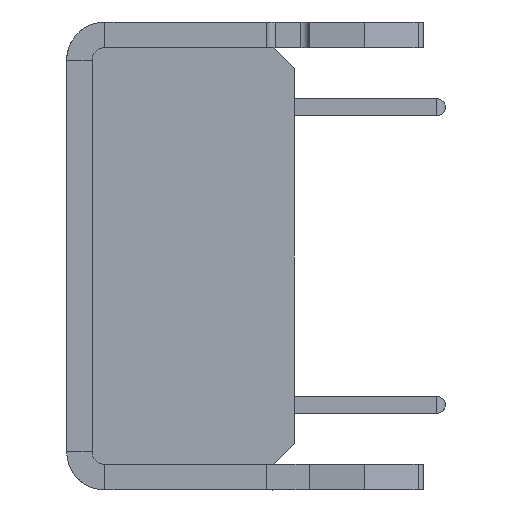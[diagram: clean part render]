
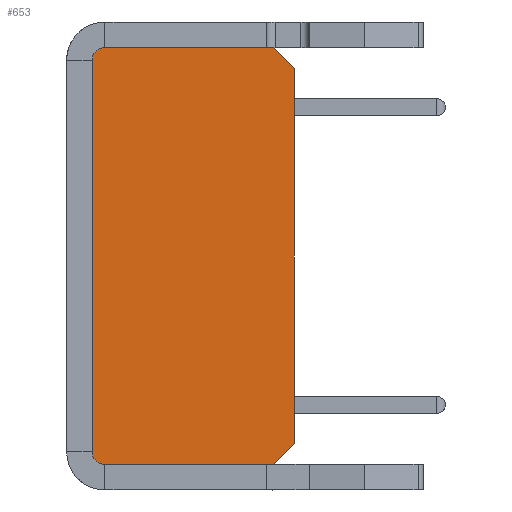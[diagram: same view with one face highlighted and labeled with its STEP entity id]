
A CAD part, left-side view. The second image highlights one B-rep face of the part: STEP entity #653.
In plain terms, the highlighted planar face has unit normal (-1, 0, 0).
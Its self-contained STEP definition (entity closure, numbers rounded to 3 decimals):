
#13 = VERTEX_POINT ( 'NONE', #1196 ) ;
#275 = VERTEX_POINT ( 'NONE', #5118 ) ;
#278 = LINE ( 'NONE', #3933, #5879 ) ;
#313 = AXIS2_PLACEMENT_3D ( 'NONE', #5629, #3108, #3128 ) ;
#467 = EDGE_CURVE ( 'NONE', #3213, #5008, #675, .T. ) ;
#500 = ORIENTED_EDGE ( 'NONE', *, *, #467, .T. ) ;
#653 = ADVANCED_FACE ( 'NONE', ( #5332 ), #3616, .T. ) ;
#675 = LINE ( 'NONE', #4266, #5226 ) ;
#883 = DIRECTION ( 'NONE',  ( 0., 0., 1. ) ) ;
#923 = EDGE_CURVE ( 'NONE', #2588, #1054, #5004, .T. ) ;
#1054 = VERTEX_POINT ( 'NONE', #2653 ) ;
#1119 = DIRECTION ( 'NONE',  ( -1., 0., 0. ) ) ;
#1139 = CARTESIAN_POINT ( 'NONE',  ( -5.917, 0.849, -4.9 ) ) ;
#1194 = CARTESIAN_POINT ( 'NONE',  ( -5.917, 0.349, -4.4 ) ) ;
#1196 = CARTESIAN_POINT ( 'NONE',  ( -5.917, 4.8, 4.9 ) ) ;
#1263 = ORIENTED_EDGE ( 'NONE', *, *, #6323, .T. ) ;
#1496 = DIRECTION ( 'NONE',  ( 0., 0.707, 0.707 ) ) ;
#1589 = CIRCLE ( 'NONE', #6486, 0.3 ) ;
#1628 = DIRECTION ( 'NONE',  ( 0., 0., 1. ) ) ;
#1825 = VERTEX_POINT ( 'NONE', #1139 ) ;
#1926 = LINE ( 'NONE', #3496, #6258 ) ;
#1945 = CARTESIAN_POINT ( 'NONE',  ( -5.917, -2.225, 1.825 ) ) ;
#2364 = EDGE_CURVE ( 'NONE', #3971, #2588, #1926, .T. ) ;
#2406 = CARTESIAN_POINT ( 'NONE',  ( -5.917, 5.1, 4.6 ) ) ;
#2577 = EDGE_CURVE ( 'NONE', #1054, #13, #3912, .T. ) ;
#2588 = VERTEX_POINT ( 'NONE', #3334 ) ;
#2651 = ORIENTED_EDGE ( 'NONE', *, *, #3925, .T. ) ;
#2653 = CARTESIAN_POINT ( 'NONE',  ( -5.917, 0.849, 4.9 ) ) ;
#2665 = EDGE_CURVE ( 'NONE', #275, #1825, #2949, .T. ) ;
#2813 = CARTESIAN_POINT ( 'NONE',  ( -5.917, 4.8, 4.6 ) ) ;
#2879 = DIRECTION ( 'NONE',  ( 0., 1., 0. ) ) ;
#2949 = LINE ( 'NONE', #4373, #6454 ) ;
#3068 = EDGE_LOOP ( 'NONE', ( #3470, #5859, #5387, #3551, #4107, #1263, #500, #2651 ) ) ;
#3108 = DIRECTION ( 'NONE',  ( -1., 0., 0. ) ) ;
#3128 = DIRECTION ( 'NONE',  ( 0., 0., 1. ) ) ;
#3161 = VECTOR ( 'NONE', #1496, 1000. ) ;
#3213 = VERTEX_POINT ( 'NONE', #2406 ) ;
#3334 = CARTESIAN_POINT ( 'NONE',  ( -5.917, 0.349, 4.4 ) ) ;
#3373 = DIRECTION ( 'NONE',  ( 0., -1., 0. ) ) ;
#3452 = DIRECTION ( 'NONE',  ( -1., 0., 0. ) ) ;
#3470 = ORIENTED_EDGE ( 'NONE', *, *, #2665, .T. ) ;
#3496 = CARTESIAN_POINT ( 'NONE',  ( -5.917, 0.349, -4.9 ) ) ;
#3551 = ORIENTED_EDGE ( 'NONE', *, *, #923, .T. ) ;
#3616 = PLANE ( 'NONE',  #5592 ) ;
#3912 = LINE ( 'NONE', #4878, #5748 ) ;
#3925 = EDGE_CURVE ( 'NONE', #5008, #275, #4607, .T. ) ;
#3933 = CARTESIAN_POINT ( 'NONE',  ( -5.917, 3.275, -7.325 ) ) ;
#3971 = VERTEX_POINT ( 'NONE', #1194 ) ;
#4067 = DIRECTION ( 'NONE',  ( 0., 0., 1. ) ) ;
#4107 = ORIENTED_EDGE ( 'NONE', *, *, #2577, .T. ) ;
#4266 = CARTESIAN_POINT ( 'NONE',  ( -5.917, 5.1, -4.6 ) ) ;
#4289 = EDGE_CURVE ( 'NONE', #1825, #3971, #278, .T. ) ;
#4328 = CARTESIAN_POINT ( 'NONE',  ( -5.917, 5.1, -4.6 ) ) ;
#4373 = CARTESIAN_POINT ( 'NONE',  ( -5.917, 4.8, -4.9 ) ) ;
#4607 = CIRCLE ( 'NONE', #313, 0.3 ) ;
#4773 = DIRECTION ( 'NONE',  ( 0., 0., -1. ) ) ;
#4878 = CARTESIAN_POINT ( 'NONE',  ( -5.917, 4.8, 4.9 ) ) ;
#5004 = LINE ( 'NONE', #1945, #3161 ) ;
#5008 = VERTEX_POINT ( 'NONE', #4328 ) ;
#5118 = CARTESIAN_POINT ( 'NONE',  ( -5.917, 4.8, -4.9 ) ) ;
#5226 = VECTOR ( 'NONE', #4773, 1000. ) ;
#5332 = FACE_OUTER_BOUND ( 'NONE', #3068, .T. ) ;
#5387 = ORIENTED_EDGE ( 'NONE', *, *, #2364, .T. ) ;
#5592 = AXIS2_PLACEMENT_3D ( 'NONE', #5689, #1119, #1628 ) ;
#5629 = CARTESIAN_POINT ( 'NONE',  ( -5.917, 4.8, -4.6 ) ) ;
#5689 = CARTESIAN_POINT ( 'NONE',  ( -5.917, 5.1, -5.5 ) ) ;
#5748 = VECTOR ( 'NONE', #2879, 1000. ) ;
#5859 = ORIENTED_EDGE ( 'NONE', *, *, #4289, .T. ) ;
#5879 = VECTOR ( 'NONE', #6482, 1000. ) ;
#6258 = VECTOR ( 'NONE', #4067, 1000. ) ;
#6323 = EDGE_CURVE ( 'NONE', #13, #3213, #1589, .T. ) ;
#6454 = VECTOR ( 'NONE', #3373, 1000. ) ;
#6482 = DIRECTION ( 'NONE',  ( 0., -0.707, 0.707 ) ) ;
#6486 = AXIS2_PLACEMENT_3D ( 'NONE', #2813, #3452, #883 ) ;
